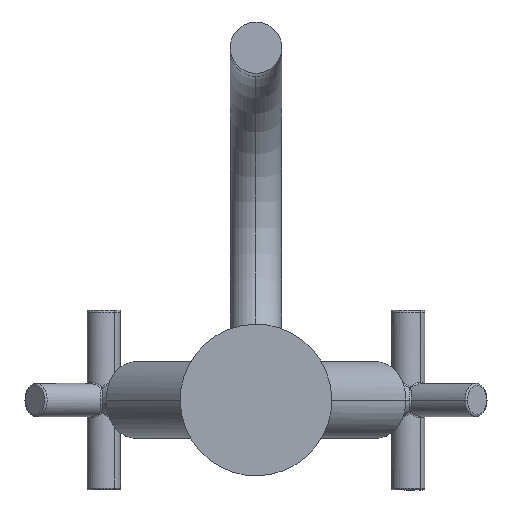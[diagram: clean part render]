
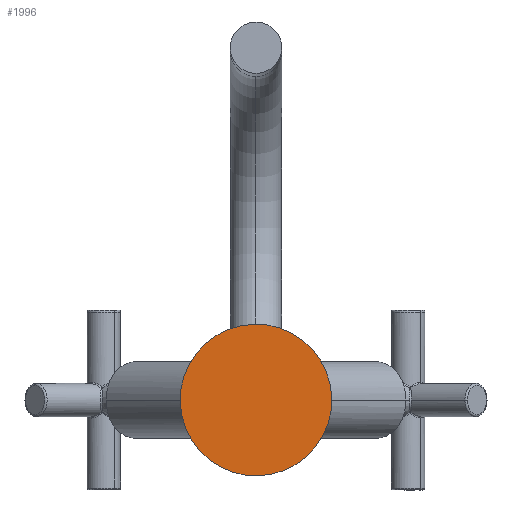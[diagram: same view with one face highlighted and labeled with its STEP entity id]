
A CAD part, front view. The second image highlights one B-rep face of the part: STEP entity #1996.
In plain terms, the highlighted face is planar.
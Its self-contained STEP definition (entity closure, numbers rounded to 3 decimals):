
#21 = PLANE ( 'NONE',  #4032 ) ;
#275 = EDGE_LOOP ( 'NONE', ( #3568, #4005 ) ) ;
#281 = VERTEX_POINT ( 'NONE', #1976 ) ;
#395 = CARTESIAN_POINT ( 'NONE',  ( 0., 0., 0. ) ) ;
#496 = DIRECTION ( 'NONE',  ( 0., 0., 1. ) ) ;
#780 = CIRCLE ( 'NONE', #4116, 29.5 ) ;
#781 = DIRECTION ( 'NONE',  ( 1., 0., 0. ) ) ;
#870 = VERTEX_POINT ( 'NONE', #2313 ) ;
#1011 = CARTESIAN_POINT ( 'NONE',  ( 0., 0., 0. ) ) ;
#1183 = FACE_OUTER_BOUND ( 'NONE', #275, .T. ) ;
#1251 = CIRCLE ( 'NONE', #4351, 29.5 ) ;
#1386 = EDGE_CURVE ( 'NONE', #281, #870, #1251, .T. ) ;
#1441 = DIRECTION ( 'NONE',  ( 1., 0., 0. ) ) ;
#1976 = CARTESIAN_POINT ( 'NONE',  ( 29.5, 0., 0. ) ) ;
#1996 = ADVANCED_FACE ( 'NONE', ( #1183 ), #21, .F. ) ;
#2313 = CARTESIAN_POINT ( 'NONE',  ( -29.5, 0., 0. ) ) ;
#2687 = CARTESIAN_POINT ( 'NONE',  ( 0., 0., 0. ) ) ;
#2929 = DIRECTION ( 'NONE',  ( 0., 0., 1. ) ) ;
#3024 = DIRECTION ( 'NONE',  ( 1., 0., 0. ) ) ;
#3519 = DIRECTION ( 'NONE',  ( 0., 0., 1. ) ) ;
#3568 = ORIENTED_EDGE ( 'NONE', *, *, #4089, .F. ) ;
#4005 = ORIENTED_EDGE ( 'NONE', *, *, #1386, .F. ) ;
#4032 = AXIS2_PLACEMENT_3D ( 'NONE', #395, #2929, #781 ) ;
#4089 = EDGE_CURVE ( 'NONE', #870, #281, #780, .T. ) ;
#4116 = AXIS2_PLACEMENT_3D ( 'NONE', #1011, #3519, #1441 ) ;
#4351 = AXIS2_PLACEMENT_3D ( 'NONE', #2687, #496, #3024 ) ;
